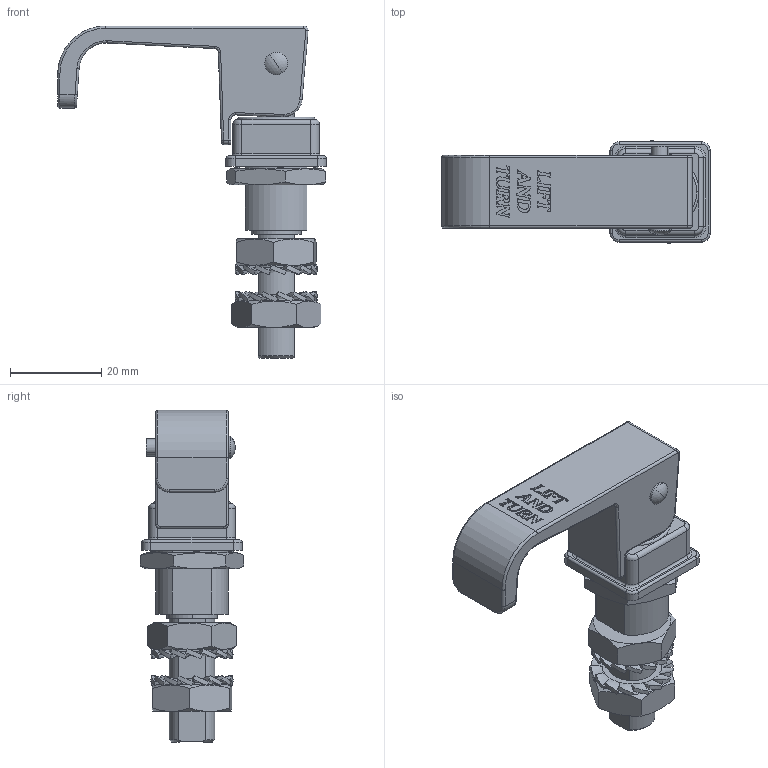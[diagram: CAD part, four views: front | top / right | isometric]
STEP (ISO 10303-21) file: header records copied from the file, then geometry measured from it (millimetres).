
FILE_DESCRIPTION (( 'STEP AP214' ), '1' );
FILE_NAME ('170.1.1.1.00.STEP', '2017-07-18T08:45:33', ( '' ), ( '' ), 'SwSTEP 2.0', 'SolidWorks 2017', '' );
FILE_SCHEMA (( 'AUTOMOTIVE_DESIGN' ));
Length unit declared in the file: millimetre
Products named in the file (10): 10; 2; 9; 6; 4; 170.1.1.1.00; 5; 8; 1; 7
Assembly tree (9 placements, depth 2):
  170.1.1.1.00
    1
    2
    4
    5
    6
    7
    8
    9
    10
Bounding box: 58.9 x 22.75 x 72.8 mm (x, y, z)
Volume: 19302 mm3; surface area: 13517.1 mm2
Topology: 9 solids, 9 shells, 487 faces, 1168 edges, 720 vertices
Faces by surface type: bspline 201, plane 106, cylinder 89, cone 52, torus 37, sphere 2
Entity records: 22340 total; most frequent: CARTESIAN_POINT 11796, ORIENTED_EDGE 2332, DIRECTION 1662, EDGE_CURVE 1166, VERTEX_POINT 720, AXIS2_PLACEMENT_3D 590, EDGE_LOOP 528, FACE_OUTER_BOUND 487
